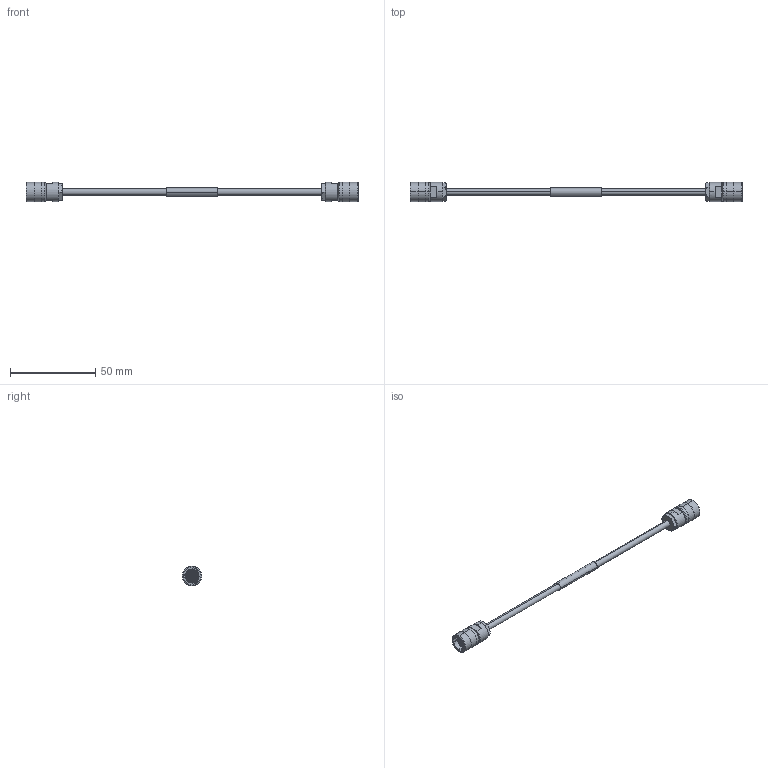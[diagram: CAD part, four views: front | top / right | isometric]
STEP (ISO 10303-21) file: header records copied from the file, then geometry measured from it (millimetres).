
FILE_DESCRIPTION (( 'STEP AP214' ), '1' );
FILE_NAME ('FM3MP2018_3D.step', '2023-08-21T22:16:26', ( '' ), ( '' ), 'SwSTEP 2.0', 'SolidWorks 2022', '' );
FILE_SCHEMA (( 'AUTOMOTIVE_DESIGN' ));
Length unit declared in the file: inch
Products named in the file (7): Copy of 10-10030-MA1^Copy of 10-10030-1_FM3MP2018; Copy of 30-02003^FM3MP2018_6"; Copy of 10-10030-1^FM3MP2018; FM3MP2018_3D; Copy of 10-10030-MA2^Copy of 10-10030-1_FM3MP2018; Copy of 10-10030-MA3^Copy of 10-10030-1_FM3MP2018; Copy of 1AW01-003^FM3MP2018_.182 ID x .75" long
Assembly tree (7 placements, depth 3):
  FM3MP2018_3D
    Copy of 30-02003^FM3MP2018_6"
    Copy of 10-10030-1^FM3MP2018  x2
      Copy of 10-10030-MA1^Copy of 10-10030-1_FM3MP2018
      Copy of 10-10030-MA2^Copy of 10-10030-1_FM3MP2018
      Copy of 10-10030-MA3^Copy of 10-10030-1_FM3MP2018
    Copy of 1AW01-003^FM3MP2018_.182 ID x .75" long
Bounding box: 194.86 x 11.5 x 11.5 mm (x, y, z)
Volume: 4825 mm3; surface area: 7822.9 mm2
Topology: 8 solids, 8 shells, 456 faces, 1130 edges, 732 vertices
Faces by surface type: plane 188, cylinder 158, cone 44, torus 36, bspline 30
Entity records: 9335 total; most frequent: CARTESIAN_POINT 2952, DIRECTION 1165, ORIENTED_EDGE 1144, EDGE_CURVE 572, AXIS2_PLACEMENT_3D 460, VERTEX_POINT 372, EDGE_LOOP 264, LINE 245
